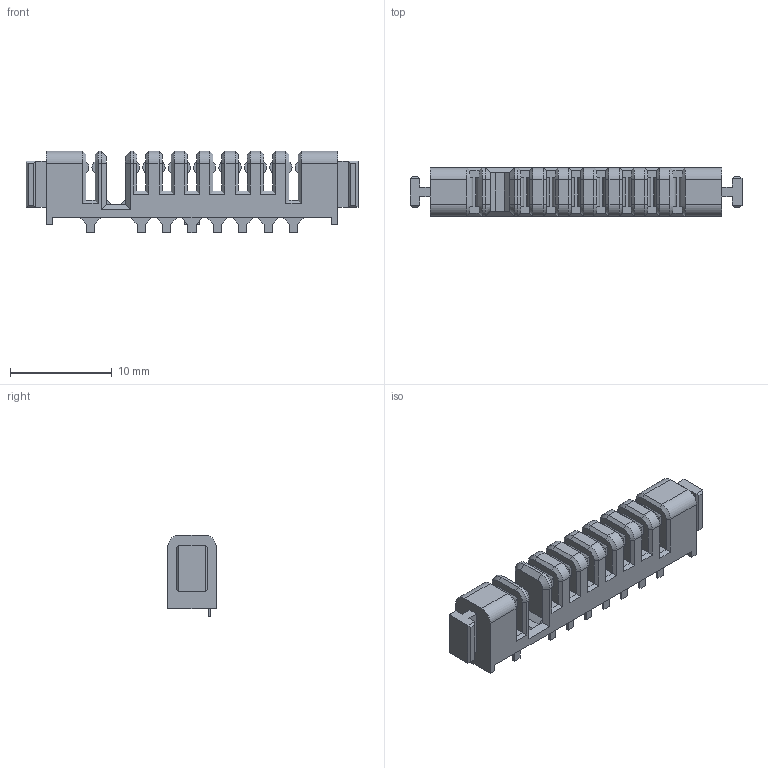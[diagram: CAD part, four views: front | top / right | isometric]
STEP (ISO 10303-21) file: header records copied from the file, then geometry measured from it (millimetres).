
FILE_DESCRIPTION((''),'2;1');
FILE_NAME('C-1717478-1','2010-01-20T',('workeradm'),(''),'PRO/ENGINEER BY PARAMETRIC TECHNOLOGY CORPORATION, 2008380','PRO/ENGINEER BY PARAMETRIC TECHNOLOGY CORPORATION, 2008380','');
FILE_SCHEMA(('AUTOMOTIVE_DESIGN { 1 0 10303 214 1 1 1 1 }'));
Length unit declared in the file: millimetre
Products named in the file (1): C-1717478-1
Bounding box: 32.7 x 4.8 x 8.05 mm (x, y, z)
Volume: 738.4 mm3; surface area: 1073.6 mm2
Topology: 1 solids, 1 shells, 338 faces, 802 edges, 492 vertices
Faces by surface type: plane 250, cylinder 52, cone 36
Entity records: 9542 total; most frequent: CARTESIAN_POINT 1633, DIRECTION 1618, ORIENTED_EDGE 1604, EDGE_CURVE 802, VECTOR 662, LINE 662, VERTEX_POINT 492, AXIS2_PLACEMENT_3D 478
